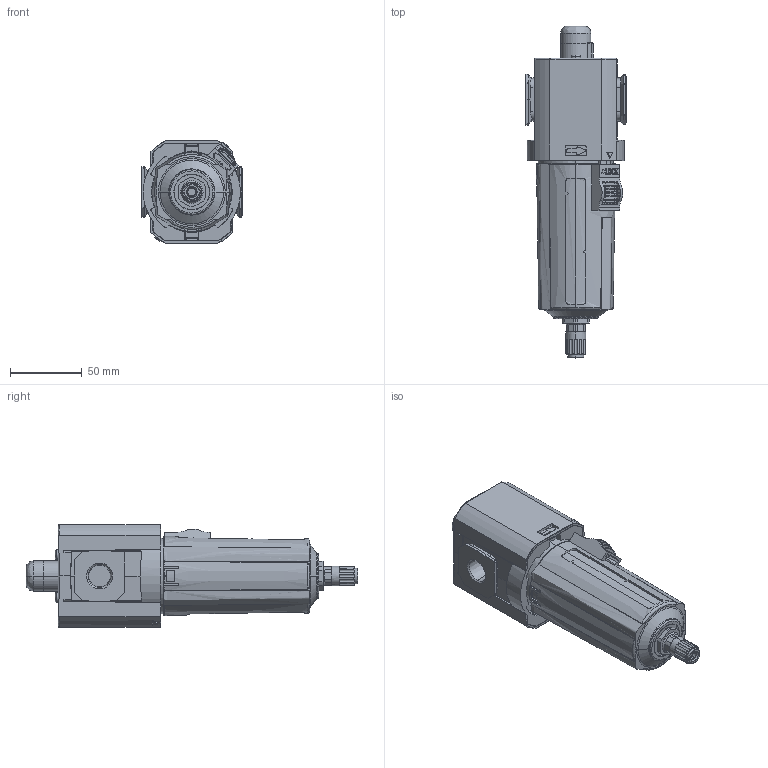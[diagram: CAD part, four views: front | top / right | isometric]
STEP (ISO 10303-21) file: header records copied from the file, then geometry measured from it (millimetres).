
FILE_DESCRIPTION (( 'STEP AP203' ), '1' );
FILE_NAME ('F84C-3AD-AP0.step', '2021-09-07T18:25:56', ( '' ), ( '' ), 'SwSTEP 2.0', 'SolidWorks 2021', '' );
FILE_SCHEMA (( 'CONFIG_CONTROL_DESIGN' ));
Length unit declared in the file: inch
Products named in the file (1): F84C-3AD-AP0
Bounding box: 70.25 x 232.12 x 72 mm (x, y, z)
Volume: 478746.4 mm3; surface area: 100655.1 mm2
Topology: 9 solids, 9 shells, 1207 faces, 3334 edges, 2189 vertices
Faces by surface type: plane 546, cylinder 467, bspline 101, cone 77, torus 16
Entity records: 42558 total; most frequent: CARTESIAN_POINT 12731, ORIENTED_EDGE 6660, DIRECTION 5823, EDGE_CURVE 3330, VERTEX_POINT 2189, AXIS2_PLACEMENT_3D 2086, VECTOR 1651, LINE 1651
